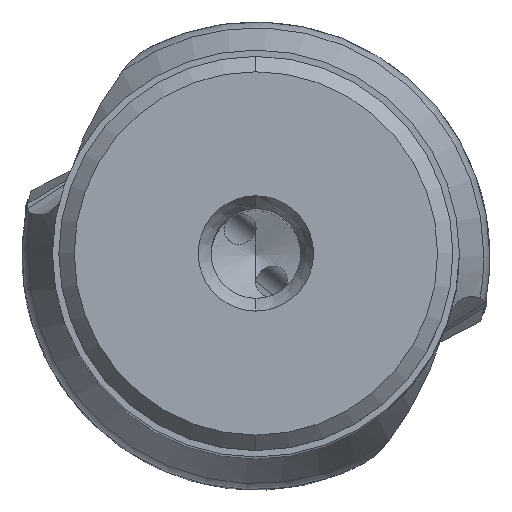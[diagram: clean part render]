
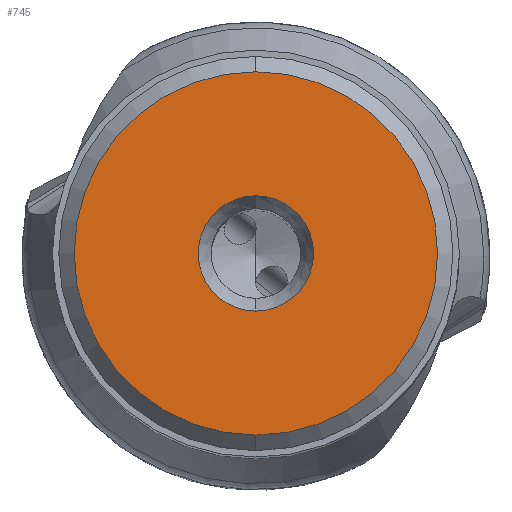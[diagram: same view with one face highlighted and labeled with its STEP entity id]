
A CAD part, top view. The second image highlights one B-rep face of the part: STEP entity #745.
In plain terms, the highlighted planar face has unit normal (0, 0, 1).
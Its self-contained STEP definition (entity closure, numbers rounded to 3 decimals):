
#115=FACE_BOUND('',#1302,.T.);
#116=FACE_BOUND('',#1303,.T.);
#185=PLANE('',#4378);
#745=ADVANCED_FACE('',(#115,#116),#185,.T.);
#1302=EDGE_LOOP('',(#2156,#2157));
#1303=EDGE_LOOP('',(#2158,#2159));
#1560=CIRCLE('',#4373,14.175);
#1561=CIRCLE('',#4375,14.175);
#1562=CIRCLE('',#4376,4.5);
#1563=CIRCLE('',#4377,4.5);
#2156=ORIENTED_EDGE('',*,*,#3581,.F.);
#2157=ORIENTED_EDGE('',*,*,#3582,.F.);
#2158=ORIENTED_EDGE('',*,*,#3583,.F.);
#2159=ORIENTED_EDGE('',*,*,#3584,.F.);
#3103=VERTEX_POINT('',#8054);
#3104=VERTEX_POINT('',#8056);
#3105=VERTEX_POINT('',#8061);
#3106=VERTEX_POINT('',#8062);
#3581=EDGE_CURVE('',#3104,#3103,#1560,.T.);
#3582=EDGE_CURVE('',#3103,#3104,#1561,.T.);
#3583=EDGE_CURVE('',#3105,#3106,#1562,.T.);
#3584=EDGE_CURVE('',#3106,#3105,#1563,.T.);
#4373=AXIS2_PLACEMENT_3D('',#8057,#5106,#5107);
#4375=AXIS2_PLACEMENT_3D('',#8059,#5110,#5111);
#4376=AXIS2_PLACEMENT_3D('',#8060,#5112,#5113);
#4377=AXIS2_PLACEMENT_3D('',#8063,#5114,#5115);
#4378=AXIS2_PLACEMENT_3D('',#8064,#5116,#5117);
#5106=DIRECTION('',(0.,0.,-1.));
#5107=DIRECTION('',(0.,-1.,0.));
#5110=DIRECTION('',(0.,0.,-1.));
#5111=DIRECTION('',(0.,1.,0.));
#5112=DIRECTION('',(0.,0.,1.));
#5113=DIRECTION('',(0.,1.,0.));
#5114=DIRECTION('',(0.,0.,1.));
#5115=DIRECTION('',(0.,-1.,0.));
#5116=DIRECTION('',(0.,0.,1.));
#5117=DIRECTION('',(-1.,0.,0.));
#8054=CARTESIAN_POINT('',(0.,14.175,0.));
#8056=CARTESIAN_POINT('',(0.,-14.175,0.));
#8057=CARTESIAN_POINT('',(0.,0.,0.));
#8059=CARTESIAN_POINT('',(0.,0.,0.));
#8060=CARTESIAN_POINT('',(0.,0.,0.));
#8061=CARTESIAN_POINT('',(0.,4.5,0.));
#8062=CARTESIAN_POINT('',(0.,-4.5,0.));
#8063=CARTESIAN_POINT('',(0.,0.,0.));
#8064=CARTESIAN_POINT('',(0.,0.,0.));
